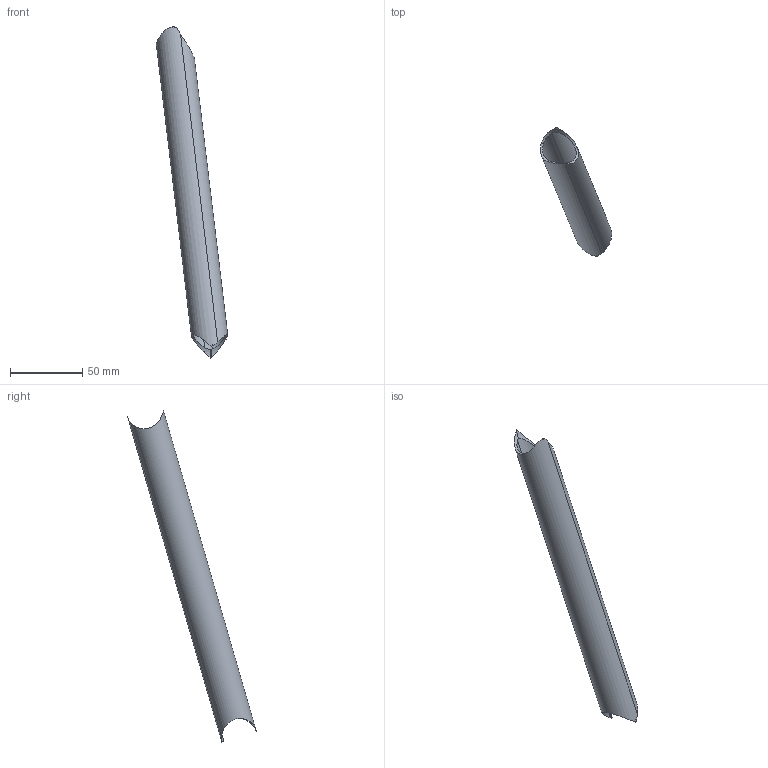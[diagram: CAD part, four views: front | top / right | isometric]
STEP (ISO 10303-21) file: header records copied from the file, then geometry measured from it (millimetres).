
FILE_DESCRIPTION(('CATIA V5 STEP Exchange'),'2;1');
FILE_NAME('15.stp','2023-02-19T19:41:31+00:00',('none'),('none'),'CATIA Version 5 Release 19 SP 2 (IN-10)','CATIA V5 STEP AP203','none');
FILE_SCHEMA(('CONFIG_CONTROL_DESIGN'));
Length unit declared in the file: millimetre
Products named in the file (1): Shape_382
Bounding box: 49.41 x 89.01 x 229.77 mm (x, y, z)
Volume: 23818.6 mm3; surface area: 32198.1 mm2
Topology: 1 solids, 1 shells, 17 faces, 49 edges, 32 vertices
Faces by surface type: cylinder 14, plane 3
Entity records: 834 total; most frequent: CARTESIAN_POINT 410, ORIENTED_EDGE 98, EDGE_CURVE 49, DIRECTION 48, B_SPLINE_CURVE_WITH_KNOTS 35, VERTEX_POINT 32, AXIS2_PLACEMENT_3D 22, ADVANCED_FACE 17
